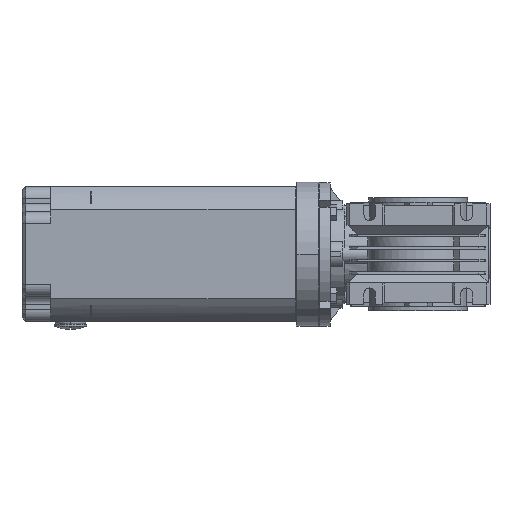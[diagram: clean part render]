
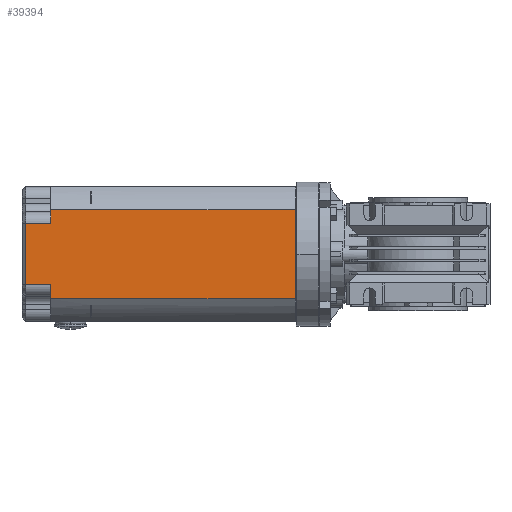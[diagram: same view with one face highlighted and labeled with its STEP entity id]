
A CAD part, left-side view. The second image highlights one B-rep face of the part: STEP entity #39394.
In plain terms, the highlighted planar face has unit normal (-1, 0, 0).
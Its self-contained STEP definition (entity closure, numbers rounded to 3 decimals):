
#3055=CARTESIAN_POINT('',(-37.5,-9.5,-24.875));
#3095=DIRECTION('',(0.,-1.,0.));
#3096=VECTOR('',#3095,136.098);
#3097=CARTESIAN_POINT('',(-37.5,126.6,-24.875));
#3098=LINE('',#3097,#3096);
#3331=DIRECTION('',(0.,1.,0.));
#3332=VECTOR('',#3331,136.1);
#3333=CARTESIAN_POINT('',(-37.5,-9.5,
24.875));
#3334=LINE('',#3333,#3332);
#3352=DIRECTION('',(0.,-1.,0.));
#3353=VECTOR('',#3352,14.);
#3354=CARTESIAN_POINT('',(-37.5,140.6,
-17.107));
#3355=LINE('',#3354,#3353);
#3356=DIRECTION('',(0.,0.,1.));
#3357=VECTOR('',#3356,34.215);
#3358=CARTESIAN_POINT('',(-37.5,140.6,
-17.107));
#3359=LINE('',#3358,#3357);
#3360=DIRECTION('',(0.,1.,0.));
#3361=VECTOR('',#3360,14.);
#3362=CARTESIAN_POINT('',(-37.5,126.6,17.107));
#3363=LINE('',#3362,#3361);
#3364=DIRECTION('',(0.,0.,-1.));
#3365=VECTOR('',#3364,49.751);
#3366=CARTESIAN_POINT('',(-37.5,-9.5,
24.875));
#3367=LINE('',#3366,#3365);
#3372=DIRECTION('',(0.,0.,-1.));
#3373=VECTOR('',#3372,7.767);
#3374=CARTESIAN_POINT('',(-37.5,126.6,-17.107));
#3375=LINE('',#3374,#3373);
#3988=DIRECTION('',(0.,0.,-1.));
#3989=VECTOR('',#3988,7.767);
#3990=CARTESIAN_POINT('',(-37.5,126.6,24.875));
#3991=LINE('',#3990,#3989);
#5694=CARTESIAN_POINT('',(-37.5,-9.5,24.875));
#26999=VERTEX_POINT('',#3055);
#27002=VERTEX_POINT('',#5694);
#29552=CARTESIAN_POINT('',(-37.5,126.6,24.875));
#29554=VERTEX_POINT('',#29552);
#29557=CARTESIAN_POINT('',(-37.5,126.6,-24.875));
#29559=VERTEX_POINT('',#29557);
#29690=CARTESIAN_POINT('',(-37.5,126.6,-17.107));
#29691=VERTEX_POINT('',#29690);
#29692=CARTESIAN_POINT('',(-37.5,126.6,17.107));
#29693=VERTEX_POINT('',#29692);
#29810=CARTESIAN_POINT('',(-37.5,140.6,-17.107));
#29811=VERTEX_POINT('',#29810);
#29814=CARTESIAN_POINT('',(-37.5,140.6,
17.107));
#29815=VERTEX_POINT('',#29814);
#39374=CARTESIAN_POINT('',(-37.5,0.,24.875));
#39375=DIRECTION('',(1.,0.,0.));
#39376=DIRECTION('',(0.,0.,-1.));
#39377=AXIS2_PLACEMENT_3D('',#39374,#39375,#39376);
#39378=PLANE('',#39377);
#39379=ORIENTED_EDGE('',*,*,#39088,.F.);
#39381=ORIENTED_EDGE('',*,*,#39380,.F.);
#39383=ORIENTED_EDGE('',*,*,#39382,.F.);
#39385=ORIENTED_EDGE('',*,*,#39384,.T.);
#39387=ORIENTED_EDGE('',*,*,#39386,.F.);
#39389=ORIENTED_EDGE('',*,*,#39388,.F.);
#39390=ORIENTED_EDGE('',*,*,#39354,.F.);
#39391=ORIENTED_EDGE('',*,*,#39040,.T.);
#39392=EDGE_LOOP('',(#39379,#39381,#39383,#39385,#39387,#39389,#39390,#39391));
#39393=FACE_OUTER_BOUND('',#39392,.F.);
#39040=EDGE_CURVE('',#27002,#26999,#3367,.T.);
#39088=EDGE_CURVE('',#29559,#26999,#3098,.T.);
#39354=EDGE_CURVE('',#27002,#29554,#3334,.T.);
#39380=EDGE_CURVE('',#29691,#29559,#3375,.T.);
#39382=EDGE_CURVE('',#29811,#29691,#3355,.T.);
#39384=EDGE_CURVE('',#29811,#29815,#3359,.T.);
#39386=EDGE_CURVE('',#29693,#29815,#3363,.T.);
#39388=EDGE_CURVE('',#29554,#29693,#3991,.T.);
#39394=ADVANCED_FACE('',(#39393),#39378,.F.);
